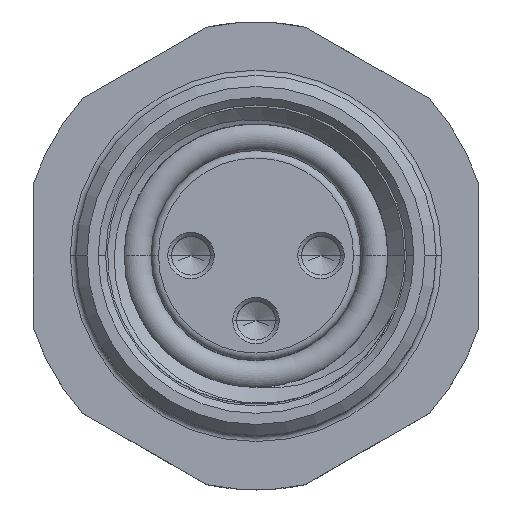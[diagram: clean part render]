
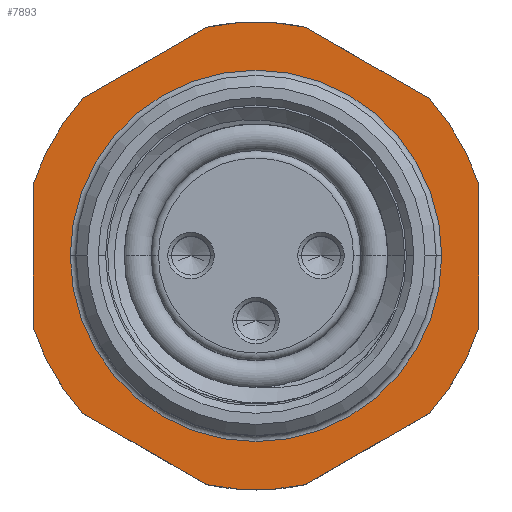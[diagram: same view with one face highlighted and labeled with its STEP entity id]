
A CAD part, top view. The second image highlights one B-rep face of the part: STEP entity #7893.
In plain terms, the highlighted planar face has unit normal (0, 0, 1).
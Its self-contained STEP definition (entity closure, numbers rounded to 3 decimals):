
#3177=CARTESIAN_POINT('',(0.,0.,-0.3));
#3178=DIRECTION('',(0.,0.,1.));
#3179=DIRECTION('',(0.212,0.977,0.));
#3180=AXIS2_PLACEMENT_3D('',#3177,#3178,#3179);
#3182=DIRECTION('',(-0.866,0.5,0.));
#3183=VECTOR('',#3182,3.842);
#3184=CARTESIAN_POINT('',(4.664,4.236,-0.3));
#3185=LINE('',#3184,#3183);
#3186=CARTESIAN_POINT('',(0.,0.,-0.3));
#3187=DIRECTION('',(0.,0.,1.));
#3188=DIRECTION('',(0.952,0.305,0.));
#3189=AXIS2_PLACEMENT_3D('',#3186,#3187,#3188);
#3191=DIRECTION('',(0.,1.,0.));
#3192=VECTOR('',#3191,3.842);
#3193=CARTESIAN_POINT('',(6.,-1.921,-0.3));
#3194=LINE('',#3193,#3192);
#3195=CARTESIAN_POINT('',(0.,0.,-0.3));
#3196=DIRECTION('',(0.,0.,1.));
#3197=DIRECTION('',(0.74,-0.672,0.));
#3198=AXIS2_PLACEMENT_3D('',#3195,#3196,#3197);
#3200=DIRECTION('',(0.866,0.5,0.));
#3201=VECTOR('',#3200,3.842);
#3202=CARTESIAN_POINT('',(1.336,-6.157,-0.3));
#3203=LINE('',#3202,#3201);
#3204=CARTESIAN_POINT('',(0.,0.,-0.3));
#3205=DIRECTION('',(0.,0.,1.));
#3206=DIRECTION('',(-0.212,-0.977,0.));
#3207=AXIS2_PLACEMENT_3D('',#3204,#3205,#3206);
#3209=DIRECTION('',(0.866,-0.5,0.));
#3210=VECTOR('',#3209,3.842);
#3211=CARTESIAN_POINT('',(-4.664,-4.236,-0.3));
#3212=LINE('',#3211,#3210);
#3213=CARTESIAN_POINT('',(0.,0.,-0.3));
#3214=DIRECTION('',(0.,0.,1.));
#3215=DIRECTION('',(-0.952,-0.305,0.));
#3216=AXIS2_PLACEMENT_3D('',#3213,#3214,#3215);
#3218=DIRECTION('',(0.,-1.,0.));
#3219=VECTOR('',#3218,3.842);
#3220=CARTESIAN_POINT('',(-6.,1.921,-0.3));
#3221=LINE('',#3220,#3219);
#3222=CARTESIAN_POINT('',(0.,0.,-0.3));
#3223=DIRECTION('',(0.,0.,1.));
#3224=DIRECTION('',(-0.74,0.672,0.));
#3225=AXIS2_PLACEMENT_3D('',#3222,#3223,#3224);
#3227=DIRECTION('',(-0.866,-0.5,0.));
#3228=VECTOR('',#3227,3.842);
#3229=CARTESIAN_POINT('',(-1.336,6.157,-0.3));
#3230=LINE('',#3229,#3228);
#3231=CARTESIAN_POINT('',(0.,0.,-0.3));
#3232=DIRECTION('',(0.,0.,-1.));
#3233=DIRECTION('',(1.,0.,0.));
#3234=AXIS2_PLACEMENT_3D('',#3231,#3232,#3233);
#3236=CARTESIAN_POINT('',(0.,0.,-0.3));
#3237=DIRECTION('',(0.,0.,-1.));
#3238=DIRECTION('',(-1.,0.,0.));
#3239=AXIS2_PLACEMENT_3D('',#3236,#3237,#3238);
#7141=CARTESIAN_POINT('',(1.336,6.157,-0.3));
#7142=CARTESIAN_POINT('',(-1.336,6.157,-0.3));
#7143=VERTEX_POINT('',#7141);
#7144=VERTEX_POINT('',#7142);
#7145=CARTESIAN_POINT('',(-4.664,4.236,-0.3));
#7146=VERTEX_POINT('',#7145);
#7147=CARTESIAN_POINT('',(-6.,1.921,-0.3));
#7148=VERTEX_POINT('',#7147);
#7149=CARTESIAN_POINT('',(-6.,-1.921,-0.3));
#7150=VERTEX_POINT('',#7149);
#7151=CARTESIAN_POINT('',(-4.664,-4.236,-0.3));
#7152=VERTEX_POINT('',#7151);
#7153=CARTESIAN_POINT('',(-1.336,-6.157,-0.3));
#7154=VERTEX_POINT('',#7153);
#7155=CARTESIAN_POINT('',(1.336,-6.157,-0.3));
#7156=VERTEX_POINT('',#7155);
#7157=CARTESIAN_POINT('',(4.664,-4.236,-0.3));
#7158=VERTEX_POINT('',#7157);
#7159=CARTESIAN_POINT('',(6.,-1.921,-0.3));
#7160=VERTEX_POINT('',#7159);
#7161=CARTESIAN_POINT('',(6.,1.921,-0.3));
#7162=VERTEX_POINT('',#7161);
#7163=CARTESIAN_POINT('',(4.664,4.236,-0.3));
#7164=VERTEX_POINT('',#7163);
#7237=CARTESIAN_POINT('',(5.,0.,-0.3));
#7238=CARTESIAN_POINT('',(-5.,0.,-0.3));
#7239=VERTEX_POINT('',#7237);
#7240=VERTEX_POINT('',#7238);
#7868=CARTESIAN_POINT('',(0.,0.,-0.3));
#7869=DIRECTION('',(0.,0.,1.));
#7870=DIRECTION('',(1.,0.,0.));
#7871=AXIS2_PLACEMENT_3D('',#7868,#7869,#7870);
#7872=PLANE('',#7871);
#7873=ORIENTED_EDGE('',*,*,#7706,.F.);
#7874=ORIENTED_EDGE('',*,*,#7722,.F.);
#7875=ORIENTED_EDGE('',*,*,#7736,.F.);
#7876=ORIENTED_EDGE('',*,*,#7750,.F.);
#7877=ORIENTED_EDGE('',*,*,#7764,.F.);
#7878=ORIENTED_EDGE('',*,*,#7778,.F.);
#7879=ORIENTED_EDGE('',*,*,#7793,.F.);
#7880=ORIENTED_EDGE('',*,*,#7807,.F.);
#7881=ORIENTED_EDGE('',*,*,#7821,.F.);
#7882=ORIENTED_EDGE('',*,*,#7835,.F.);
#7883=ORIENTED_EDGE('',*,*,#7849,.F.);
#7884=ORIENTED_EDGE('',*,*,#7862,.F.);
#7885=EDGE_LOOP('',(#7873,#7874,#7875,#7876,#7877,#7878,#7879,#7880,#7881,#7882,
#7883,#7884));
#7886=FACE_OUTER_BOUND('',#7885,.F.);
#7888=ORIENTED_EDGE('',*,*,#7887,.F.);
#7890=ORIENTED_EDGE('',*,*,#7889,.F.);
#7891=EDGE_LOOP('',(#7888,#7890));
#7892=FACE_BOUND('',#7891,.F.);
#3181=CIRCLE('',#3180,6.3);
#3190=CIRCLE('',#3189,6.3);
#3199=CIRCLE('',#3198,6.3);
#3208=CIRCLE('',#3207,6.3);
#3217=CIRCLE('',#3216,6.3);
#3226=CIRCLE('',#3225,6.3);
#3235=CIRCLE('',#3234,5.);
#3240=CIRCLE('',#3239,5.);
#7706=EDGE_CURVE('',#7143,#7144,#3181,.T.);
#7722=EDGE_CURVE('',#7164,#7143,#3185,.T.);
#7736=EDGE_CURVE('',#7162,#7164,#3190,.T.);
#7750=EDGE_CURVE('',#7160,#7162,#3194,.T.);
#7764=EDGE_CURVE('',#7158,#7160,#3199,.T.);
#7778=EDGE_CURVE('',#7156,#7158,#3203,.T.);
#7793=EDGE_CURVE('',#7154,#7156,#3208,.T.);
#7807=EDGE_CURVE('',#7152,#7154,#3212,.T.);
#7821=EDGE_CURVE('',#7150,#7152,#3217,.T.);
#7835=EDGE_CURVE('',#7148,#7150,#3221,.T.);
#7849=EDGE_CURVE('',#7146,#7148,#3226,.T.);
#7862=EDGE_CURVE('',#7144,#7146,#3230,.T.);
#7887=EDGE_CURVE('',#7239,#7240,#3235,.T.);
#7889=EDGE_CURVE('',#7240,#7239,#3240,.T.);
#7893=ADVANCED_FACE('',(#7886,#7892),#7872,.T.);
